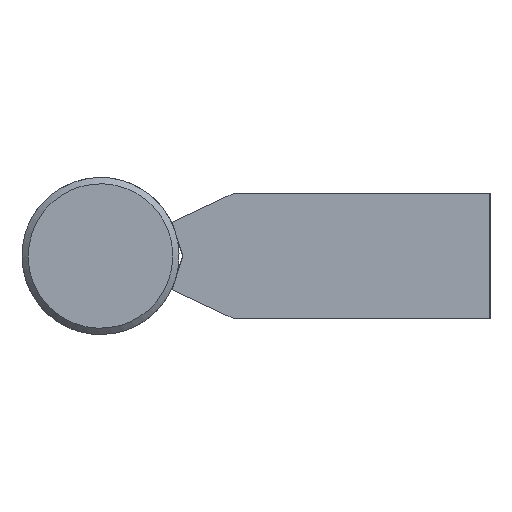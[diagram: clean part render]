
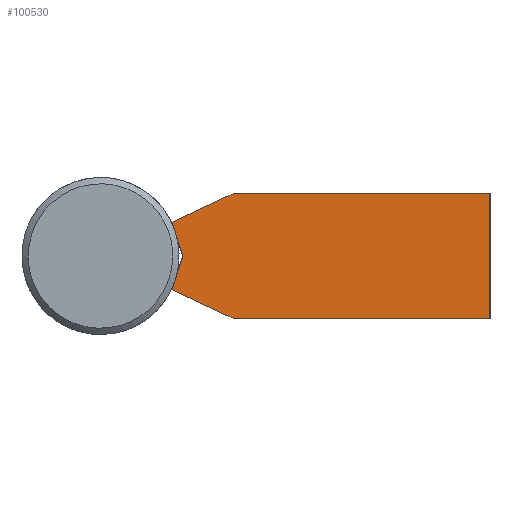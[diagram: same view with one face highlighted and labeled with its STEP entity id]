
A CAD part, left-side view. The second image highlights one B-rep face of the part: STEP entity #100530.
In plain terms, the highlighted free-form (B-spline) face has degree [1, 1] with [2, 2] control points.
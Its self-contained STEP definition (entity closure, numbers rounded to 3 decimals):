
#3520 = CARTESIAN_POINT ('', (0., 50.606, -5.4));
#3530 = VERTEX_POINT ('', #3520);
#3590 = CARTESIAN_POINT ('', (0., 48.904, 0.));
#3600 = VERTEX_POINT ('', #3590);
#3610 = CARTESIAN_POINT ('', (0., 48.904, 0.));
#3620 = CARTESIAN_POINT ('', (0., 49.471, -1.8));
#3630 = CARTESIAN_POINT ('', (0., 50.039, -3.6));
#3640 = CARTESIAN_POINT ('', (0., 50.606, -5.4));
#3650 = B_SPLINE_CURVE_WITH_KNOTS ('', 3, (#3610, #3620, #3630, #3640), .UNSPECIFIED., .F., .U., (4, 4), (0., 1.), .UNSPECIFIED.);
#3660 = EDGE_CURVE ('', #3600, #3530, #3650, .T.);
#16520 = CARTESIAN_POINT ('', (0., 50.606, 5.4));
#16530 = VERTEX_POINT ('', #16520);
#16540 = CARTESIAN_POINT ('', (0., 48.904, 0.));
#16550 = CARTESIAN_POINT ('', (0., 50.606, 5.4));
#16560 = B_SPLINE_CURVE_WITH_KNOTS ('', 1, (#16540, #16550), .UNSPECIFIED., .F., .U., (2, 2), (0., 1.), .UNSPECIFIED.);
#16570 = EDGE_CURVE ('', #3600, #16530, #16560, .T.);
#19470 = CARTESIAN_POINT ('', (0., 0., 10.));
#19480 = VERTEX_POINT ('', #19470);
#19490 = CARTESIAN_POINT ('', (0., 0., -10.));
#19500 = VERTEX_POINT ('', #19490);
#19510 = CARTESIAN_POINT ('', (0., 0., 10.));
#19520 = CARTESIAN_POINT ('', (0., 0., -10.));
#19530 = B_SPLINE_CURVE_WITH_KNOTS ('', 1, (#19510, #19520), .UNSPECIFIED., .F., .U., (2, 2), (0., 1.), .UNSPECIFIED.);
#19540 = EDGE_CURVE ('', #19480, #19500, #19530, .T.);
#38860 = CARTESIAN_POINT ('', (0., 40.742, -10.));
#38870 = VERTEX_POINT ('', #38860);
#38880 = CARTESIAN_POINT ('', (0., 0., -10.));
#38890 = CARTESIAN_POINT ('', (0., 40.742, -10.));
#38900 = B_SPLINE_CURVE_WITH_KNOTS ('', 1, (#38880, #38890), .UNSPECIFIED., .F., .U., (2, 2), (0., 1.), .UNSPECIFIED.);
#38910 = EDGE_CURVE ('', #19500, #38870, #38900, .T.);
#57170 = CARTESIAN_POINT ('', (0., 40.742, 10.));
#57180 = VERTEX_POINT ('', #57170);
#57190 = CARTESIAN_POINT ('', (0., 40.742, 10.));
#57200 = CARTESIAN_POINT ('', (0., 0., 10.));
#57210 = B_SPLINE_CURVE_WITH_KNOTS ('', 1, (#57190, #57200), .UNSPECIFIED., .F., .U., (2, 2), (0., 1.), .UNSPECIFIED.);
#57220 = EDGE_CURVE ('', #57180, #19480, #57210, .T.);
#100170 = CARTESIAN_POINT ('', (0., 50.606, 5.4));
#100180 = CARTESIAN_POINT ('', (0., 40.742, 10.));
#100190 = B_SPLINE_CURVE_WITH_KNOTS ('', 1, (#100170, #100180), .UNSPECIFIED., .F., .U., (2, 2), (0., 1.), .UNSPECIFIED.);
#100200 = EDGE_CURVE ('', #16530, #57180, #100190, .T.);
#100330 = CARTESIAN_POINT ('', (0., 50.606, -5.4));
#100340 = CARTESIAN_POINT ('', (0., 47.318, -6.933));
#100350 = CARTESIAN_POINT ('', (0., 44.03, -8.467));
#100360 = CARTESIAN_POINT ('', (0., 40.742, -10.));
#100370 = B_SPLINE_CURVE_WITH_KNOTS ('', 3, (#100330, #100340, #100350, #100360), .UNSPECIFIED., .F., .U., (4, 4), (0., 1.), .UNSPECIFIED.);
#100380 = EDGE_CURVE ('', #3530, #38870, #100370, .T.);
#100390 = ORIENTED_EDGE ('', *, *, #100380, .T.);
#100400 = ORIENTED_EDGE ('', *, *, #38910, .F.);
#100410 = ORIENTED_EDGE ('', *, *, #19540, .F.);
#100420 = ORIENTED_EDGE ('', *, *, #57220, .F.);
#100430 = ORIENTED_EDGE ('', *, *, #100200, .F.);
#100440 = ORIENTED_EDGE ('', *, *, #16570, .F.);
#100450 = ORIENTED_EDGE ('', *, *, #3660, .T.);
#100460 = EDGE_LOOP ('', (#100390, #100400, #100410, #100420, #100430, #100440, #100450));
#100470 = FACE_OUTER_BOUND ('', #100460, .T.);
#100480 = CARTESIAN_POINT ('', (0., 0., -10.));
#100490 = CARTESIAN_POINT ('', (0., 50.91, -10.));
#100500 = CARTESIAN_POINT ('', (0., 0., 10.));
#100510 = CARTESIAN_POINT ('', (0., 50.91, 10.));
#100520 = B_SPLINE_SURFACE_WITH_KNOTS ('', 1, 1, ((#100480, #100490), (#100500, #100510)), .UNSPECIFIED., .F., .F., .U., (2, 2), (2, 2), (0., 1.), (0., 1.), .UNSPECIFIED.);
#100530 = ADVANCED_FACE ('', (#100470), #100520, .T.);
